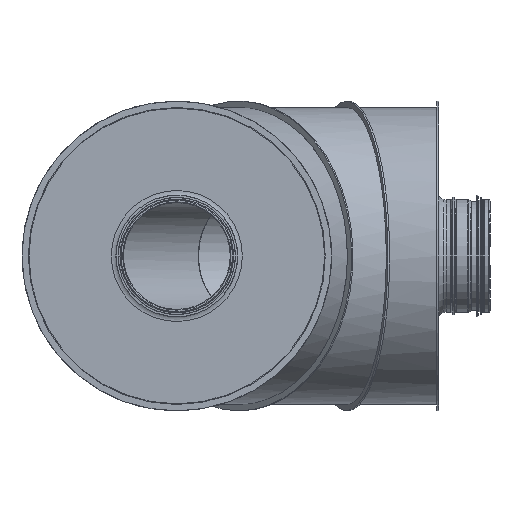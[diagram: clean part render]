
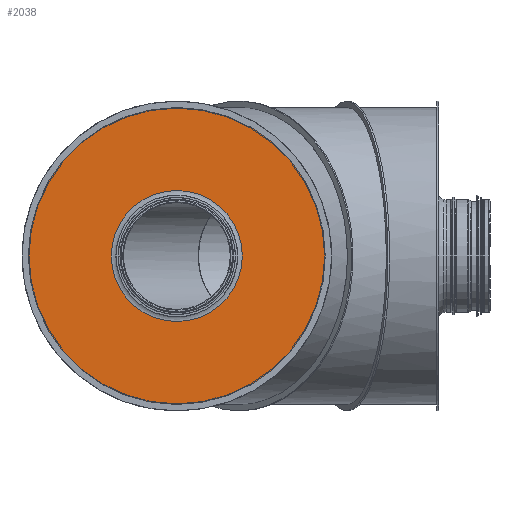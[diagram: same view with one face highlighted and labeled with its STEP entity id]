
A CAD part, front view. The second image highlights one B-rep face of the part: STEP entity #2038.
In plain terms, the highlighted planar face has unit normal (0, -1, 0).
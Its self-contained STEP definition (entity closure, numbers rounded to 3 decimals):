
#287=PLANE('',#2336);
#394=FACE_BOUND('',#841,.T.);
#564=FACE_OUTER_BOUND('',#840,.T.);
#840=EDGE_LOOP('',(#1777));
#841=EDGE_LOOP('',(#1778));
#997=CIRCLE('',#2288,72.025);
#1006=CIRCLE('',#2328,163.2);
#1147=VERTEX_POINT('',#4400);
#1174=VERTEX_POINT('',#5462);
#1343=EDGE_CURVE('',#1147,#1147,#997,.T.);
#1383=EDGE_CURVE('',#1174,#1174,#1006,.T.);
#1777=ORIENTED_EDGE('',*,*,#1383,.T.);
#1778=ORIENTED_EDGE('',*,*,#1343,.F.);
#2038=ADVANCED_FACE('',(#564,#394),#287,.F.);
#2288=AXIS2_PLACEMENT_3D('',#4401,#2819,#2820);
#2328=AXIS2_PLACEMENT_3D('',#5463,#2906,#2907);
#2336=AXIS2_PLACEMENT_3D('',#5474,#2922,#2923);
#2819=DIRECTION('center_axis',(0.,-1.,0.));
#2820=DIRECTION('ref_axis',(1.,0.,0.));
#2906=DIRECTION('center_axis',(0.,-1.,0.));
#2907=DIRECTION('ref_axis',(-1.,0.,0.));
#2922=DIRECTION('center_axis',(0.,1.,0.));
#2923=DIRECTION('ref_axis',(0.,0.,1.));
#4400=CARTESIAN_POINT('',(-183.975,-30.,0.));
#4401=CARTESIAN_POINT('Origin',(-256.,-30.,0.));
#5462=CARTESIAN_POINT('',(-92.8,-30.,0.));
#5463=CARTESIAN_POINT('Origin',(-256.,-30.,0.));
#5474=CARTESIAN_POINT('Origin',(-93.5,-30.,0.));
